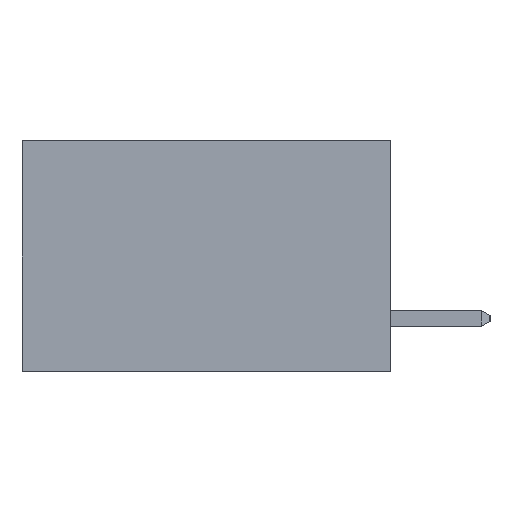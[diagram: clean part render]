
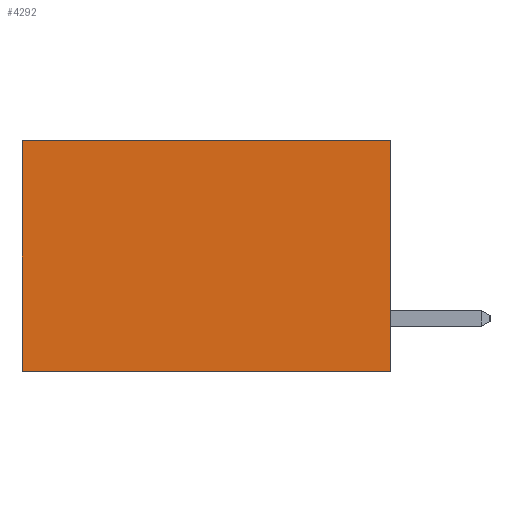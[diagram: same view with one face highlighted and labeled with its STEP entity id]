
A CAD part, left-side view. The second image highlights one B-rep face of the part: STEP entity #4292.
In plain terms, the highlighted planar face has unit normal (-1, 0, 0).
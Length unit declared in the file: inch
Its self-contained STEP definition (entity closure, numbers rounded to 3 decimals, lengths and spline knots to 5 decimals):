
#93 = EDGE_CURVE ( 'NONE', #10820, #9716, #6636, .T. ) ;
#643 = LINE ( 'NONE', #7594, #5676 ) ;
#1776 = DIRECTION ( 'NONE',  ( 0., 0., -1. ) ) ;
#1787 = DIRECTION ( 'NONE',  ( 1., 0., 0. ) ) ;
#2038 = AXIS2_PLACEMENT_3D ( 'NONE', #6356, #1787, #1776 ) ;
#3378 = EDGE_CURVE ( 'NONE', #10820, #3551, #3742, .T. ) ;
#3399 = EDGE_CURVE ( 'NONE', #9716, #9395, #643, .T. ) ;
#3532 = CARTESIAN_POINT ( 'NONE',  ( 0.277, 0.59, 0. ) ) ;
#3551 = VERTEX_POINT ( 'NONE', #10995 ) ;
#3742 = LINE ( 'NONE', #5258, #5966 ) ;
#3745 = EDGE_CURVE ( 'NONE', #3551, #9395, #8542, .T. ) ;
#4154 = VECTOR ( 'NONE', #8562, 39.37008 ) ;
#4278 = ORIENTED_EDGE ( 'NONE', *, *, #3399, .T. ) ;
#4292 = ADVANCED_FACE ( 'NONE', ( #6421 ), #5506, .F. ) ;
#5258 = CARTESIAN_POINT ( 'NONE',  ( 0.277, 0., -0.37 ) ) ;
#5313 = ORIENTED_EDGE ( 'NONE', *, *, #93, .T. ) ;
#5506 = PLANE ( 'NONE',  #2038 ) ;
#5636 = ORIENTED_EDGE ( 'NONE', *, *, #3745, .F. ) ;
#5676 = VECTOR ( 'NONE', #11194, 39.37008 ) ;
#5966 = VECTOR ( 'NONE', #7008, 39.37008 ) ;
#6071 = CARTESIAN_POINT ( 'NONE',  ( 0.277, 0., -0.37 ) ) ;
#6099 = ORIENTED_EDGE ( 'NONE', *, *, #3378, .F. ) ;
#6248 = VECTOR ( 'NONE', #10352, 39.37008 ) ;
#6356 = CARTESIAN_POINT ( 'NONE',  ( 0.277, 0., -0.37 ) ) ;
#6421 = FACE_OUTER_BOUND ( 'NONE', #7268, .T. ) ;
#6636 = LINE ( 'NONE', #10253, #4154 ) ;
#7008 = DIRECTION ( 'NONE',  ( 0., 0., -1. ) ) ;
#7268 = EDGE_LOOP ( 'NONE', ( #4278, #5636, #6099, #5313 ) ) ;
#7594 = CARTESIAN_POINT ( 'NONE',  ( 0.277, 0.59, -0.37 ) ) ;
#8542 = LINE ( 'NONE', #6071, #6248 ) ;
#8562 = DIRECTION ( 'NONE',  ( 0., 1., 0. ) ) ;
#9395 = VERTEX_POINT ( 'NONE', #9476 ) ;
#9476 = CARTESIAN_POINT ( 'NONE',  ( 0.277, 0.59, -0.37 ) ) ;
#9716 = VERTEX_POINT ( 'NONE', #3532 ) ;
#10253 = CARTESIAN_POINT ( 'NONE',  ( 0.277, 0., 0. ) ) ;
#10352 = DIRECTION ( 'NONE',  ( 0., 1., 0. ) ) ;
#10807 = CARTESIAN_POINT ( 'NONE',  ( 0.277, 0., 0. ) ) ;
#10820 = VERTEX_POINT ( 'NONE', #10807 ) ;
#10995 = CARTESIAN_POINT ( 'NONE',  ( 0.277, 0., -0.37 ) ) ;
#11194 = DIRECTION ( 'NONE',  ( 0., 0., -1. ) ) ;
